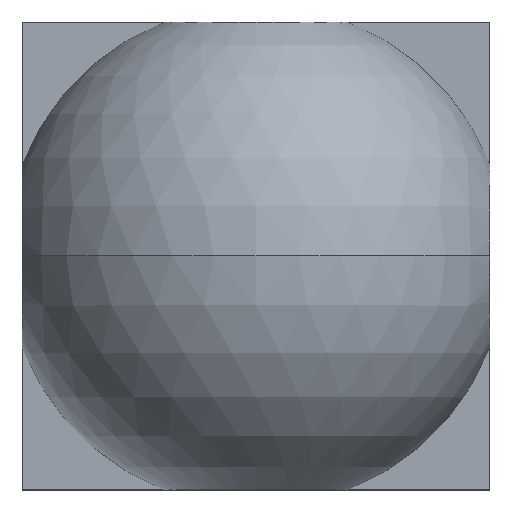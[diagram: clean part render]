
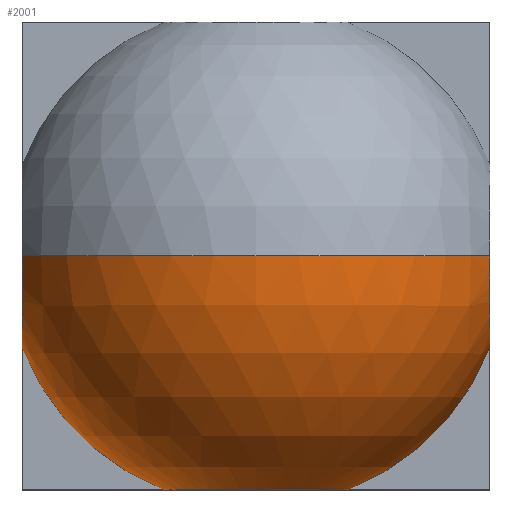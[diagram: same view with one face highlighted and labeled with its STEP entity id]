
A CAD part, top view. The second image highlights one B-rep face of the part: STEP entity #2001.
In plain terms, the highlighted spherical face has radius 3.76 mm.
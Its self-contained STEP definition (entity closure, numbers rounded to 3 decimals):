
#89 = DIRECTION ( 'NONE',  ( 1., 0., 0. ) ) ;
#102 = EDGE_CURVE ( 'NONE', #938, #1994, #2292, .T. ) ;
#107 = CIRCLE ( 'NONE', #1406, 3.76 ) ;
#203 = DIRECTION ( 'NONE',  ( 0., 0., 1. ) ) ;
#265 = VERTEX_POINT ( 'NONE', #1660 ) ;
#330 = DIRECTION ( 'NONE',  ( 0., 1., 0. ) ) ;
#405 = EDGE_CURVE ( 'NONE', #1593, #2085, #1299, .T. ) ;
#527 = ORIENTED_EDGE ( 'NONE', *, *, #102, .F. ) ;
#549 = SPHERICAL_SURFACE ( 'NONE', #838, 3.76 ) ;
#552 = ORIENTED_EDGE ( 'NONE', *, *, #2161, .F. ) ;
#562 = AXIS2_PLACEMENT_3D ( 'NONE', #981, #89, #811 ) ;
#577 = CARTESIAN_POINT ( 'NONE',  ( 0., 0.17, 0. ) ) ;
#586 = EDGE_CURVE ( 'NONE', #1994, #265, #1040, .T. ) ;
#603 = DIRECTION ( 'NONE',  ( -1., 0., 0. ) ) ;
#646 = CARTESIAN_POINT ( 'NONE',  ( 1.374, 0.17, 3.5 ) ) ;
#669 = CARTESIAN_POINT ( 'NONE',  ( 0., 0.17, 0. ) ) ;
#779 = DIRECTION ( 'NONE',  ( 0., 1., 0. ) ) ;
#811 = DIRECTION ( 'NONE',  ( 0., 0., 1. ) ) ;
#815 = EDGE_CURVE ( 'NONE', #820, #265, #107, .T. ) ;
#820 = VERTEX_POINT ( 'NONE', #646 ) ;
#838 = AXIS2_PLACEMENT_3D ( 'NONE', #1255, #1107, #929 ) ;
#891 = ORIENTED_EDGE ( 'NONE', *, *, #1865, .F. ) ;
#929 = DIRECTION ( 'NONE',  ( 1., 0., 0. ) ) ;
#938 = VERTEX_POINT ( 'NONE', #2211 ) ;
#956 = DIRECTION ( 'NONE',  ( 1., 0., 0. ) ) ;
#971 = CIRCLE ( 'NONE', #2141, 3.76 ) ;
#981 = CARTESIAN_POINT ( 'NONE',  ( 3.5, 0.17, 0. ) ) ;
#985 = DIRECTION ( 'NONE',  ( 0., 0., -1. ) ) ;
#986 = AXIS2_PLACEMENT_3D ( 'NONE', #1892, #1180, #985 ) ;
#993 = EDGE_CURVE ( 'NONE', #938, #1877, #971, .T. ) ;
#1016 = EDGE_LOOP ( 'NONE', ( #527, #1804, #552, #1650, #891, #1579, #1965 ) ) ;
#1023 = DIRECTION ( 'NONE',  ( -1., 0., 0. ) ) ;
#1040 = CIRCLE ( 'NONE', #562, 1.374 ) ;
#1047 = DIRECTION ( 'NONE',  ( 0., 0., 1. ) ) ;
#1081 = CARTESIAN_POINT ( 'NONE',  ( 0., 0.17, 3.5 ) ) ;
#1107 = DIRECTION ( 'NONE',  ( 0., 0., 1. ) ) ;
#1157 = DIRECTION ( 'NONE',  ( 0., 0., 1. ) ) ;
#1180 = DIRECTION ( 'NONE',  ( -1., 0., 0. ) ) ;
#1193 = DIRECTION ( 'NONE',  ( 0., 0., -1. ) ) ;
#1255 = CARTESIAN_POINT ( 'NONE',  ( 0., 0.17, 0. ) ) ;
#1277 = FACE_OUTER_BOUND ( 'NONE', #1016, .T. ) ;
#1286 = DIRECTION ( 'NONE',  ( 0., 0., 1. ) ) ;
#1299 = CIRCLE ( 'NONE', #2181, 3.76 ) ;
#1303 = CARTESIAN_POINT ( 'NONE',  ( -1.374, 0.17, 3.5 ) ) ;
#1308 = CIRCLE ( 'NONE', #1955, 1.374 ) ;
#1362 = CARTESIAN_POINT ( 'NONE',  ( 3.5, 1.544, 0. ) ) ;
#1406 = AXIS2_PLACEMENT_3D ( 'NONE', #669, #330, #1047 ) ;
#1504 = CARTESIAN_POINT ( 'NONE',  ( -3.5, 0.17, 1.374 ) ) ;
#1545 = CARTESIAN_POINT ( 'NONE',  ( 0., 0.17, 0. ) ) ;
#1579 = ORIENTED_EDGE ( 'NONE', *, *, #815, .T. ) ;
#1593 = VERTEX_POINT ( 'NONE', #1504 ) ;
#1650 = ORIENTED_EDGE ( 'NONE', *, *, #405, .T. ) ;
#1660 = CARTESIAN_POINT ( 'NONE',  ( 3.5, 0.17, 1.374 ) ) ;
#1690 = CARTESIAN_POINT ( 'NONE',  ( -3.5, 1.544, 0. ) ) ;
#1804 = ORIENTED_EDGE ( 'NONE', *, *, #993, .T. ) ;
#1845 = CARTESIAN_POINT ( 'NONE',  ( 0., 0.17, 0. ) ) ;
#1865 = EDGE_CURVE ( 'NONE', #820, #2085, #1308, .T. ) ;
#1877 = VERTEX_POINT ( 'NONE', #1690 ) ;
#1892 = CARTESIAN_POINT ( 'NONE',  ( -3.5, 0.17, 0. ) ) ;
#1955 = AXIS2_PLACEMENT_3D ( 'NONE', #1081, #203, #603 ) ;
#1965 = ORIENTED_EDGE ( 'NONE', *, *, #586, .F. ) ;
#1994 = VERTEX_POINT ( 'NONE', #1362 ) ;
#2000 = CIRCLE ( 'NONE', #986, 1.374 ) ;
#2001 = ADVANCED_FACE ( 'NONE', ( #1277 ), #549, .T. ) ;
#2085 = VERTEX_POINT ( 'NONE', #1303 ) ;
#2141 = AXIS2_PLACEMENT_3D ( 'NONE', #1845, #1157, #956 ) ;
#2161 = EDGE_CURVE ( 'NONE', #1593, #1877, #2000, .T. ) ;
#2181 = AXIS2_PLACEMENT_3D ( 'NONE', #577, #779, #1286 ) ;
#2211 = CARTESIAN_POINT ( 'NONE',  ( 0., 3.93, 0. ) ) ;
#2292 = CIRCLE ( 'NONE', #2301, 3.76 ) ;
#2301 = AXIS2_PLACEMENT_3D ( 'NONE', #1545, #1193, #1023 ) ;
